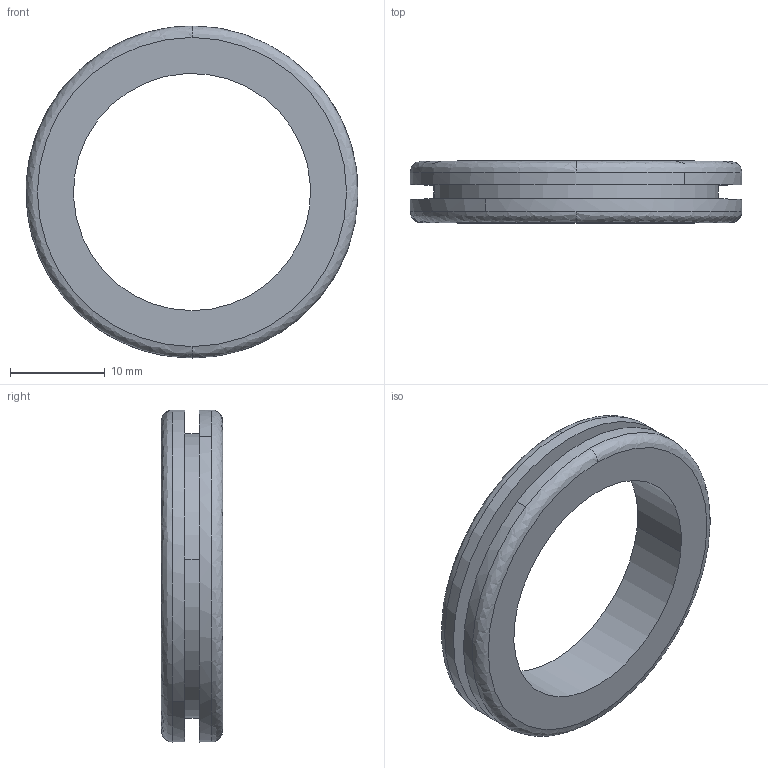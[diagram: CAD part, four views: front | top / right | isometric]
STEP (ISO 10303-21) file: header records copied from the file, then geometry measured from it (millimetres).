
FILE_DESCRIPTION( (''), '2;1');
FILE_NAME ('PC14.7972.TM_NG_79_P_CRUL_31359.stp','2019-12-12T16:45:40',(''),(''),'spGate 15.6.1','','');
FILE_SCHEMA (('AUTOMOTIVE_DESIGN'));
Length unit declared in the file: millimetre
Bounding box: 35 x 6.5 x 35 mm (x, y, z)
Volume: 2614.7 mm3; surface area: 2539.7 mm2
Topology: 1 solids, 1 shells, 16 faces, 47 edges, 35 vertices
Faces by surface type: cylinder 8, plane 4, bspline 4
Entity records: 1020 total; most frequent: CARTESIAN_POINT 220, ORIENTED_EDGE 94, DIRECTION 90, COLOUR_RGB 64, PRESENTATION_STYLE_ASSIGNMENT 64, STYLED_ITEM 64, EDGE_CURVE 47, DRAUGHTING_PRE_DEFINED_CURVE_FONT 47
